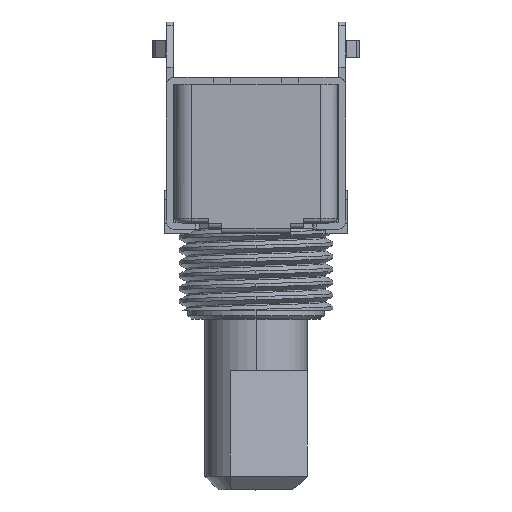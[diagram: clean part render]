
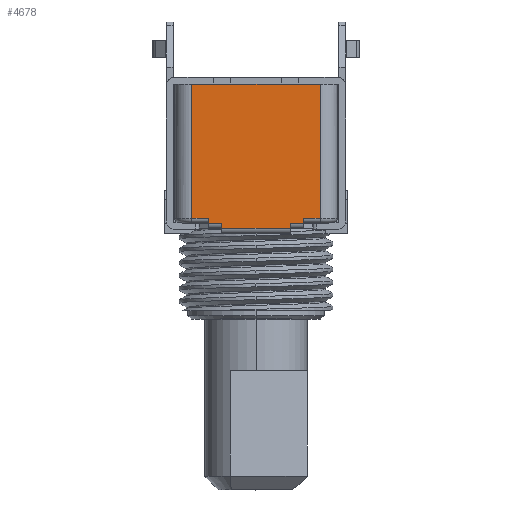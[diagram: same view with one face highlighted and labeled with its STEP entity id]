
A CAD part, top view. The second image highlights one B-rep face of the part: STEP entity #4678.
In plain terms, the highlighted planar face has unit normal (0, 0, 1).
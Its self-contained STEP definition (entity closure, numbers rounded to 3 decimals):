
#206 = VERTEX_POINT ( 'NONE', #8612 ) ;
#439 = CARTESIAN_POINT ( 'NONE',  ( 2.8, 5.55, 11.35 ) ) ;
#588 = CARTESIAN_POINT ( 'NONE',  ( -2., 0.6, 11.35 ) ) ;
#612 = CARTESIAN_POINT ( 'NONE',  ( 2.8, 0.9, 11.35 ) ) ;
#905 = VECTOR ( 'NONE', #8822, 1000. ) ;
#976 = ORIENTED_EDGE ( 'NONE', *, *, #9602, .F. ) ;
#982 = EDGE_CURVE ( 'NONE', #2005, #18372, #18226, .T. ) ;
#1022 = CARTESIAN_POINT ( 'NONE',  ( 4.75, 8.75, 11.35 ) ) ;
#1086 = CARTESIAN_POINT ( 'NONE',  ( 2.8, 0.6, 11.35 ) ) ;
#1091 = CARTESIAN_POINT ( 'NONE',  ( 3.75, 5.55, 11.35 ) ) ;
#1178 = VERTEX_POINT ( 'NONE', #2971 ) ;
#1296 = CARTESIAN_POINT ( 'NONE',  ( 4.75, 0.9, 11.35 ) ) ;
#1746 = DIRECTION ( 'NONE',  ( 0., -1., 0. ) ) ;
#1883 = VECTOR ( 'NONE', #14111, 1000. ) ;
#1889 = ORIENTED_EDGE ( 'NONE', *, *, #3139, .F. ) ;
#2005 = VERTEX_POINT ( 'NONE', #4498 ) ;
#2071 = VECTOR ( 'NONE', #13457, 1000. ) ;
#2198 = ORIENTED_EDGE ( 'NONE', *, *, #6940, .F. ) ;
#2279 = CARTESIAN_POINT ( 'NONE',  ( -2.8, 0.6, 11.35 ) ) ;
#2564 = VECTOR ( 'NONE', #15461, 1000. ) ;
#2685 = DIRECTION ( 'NONE',  ( -1., 0., 0. ) ) ;
#2703 = VERTEX_POINT ( 'NONE', #3803 ) ;
#2780 = LINE ( 'NONE', #5736, #6364 ) ;
#2786 = CARTESIAN_POINT ( 'NONE',  ( -3.75, 8.75, 11.35 ) ) ;
#2971 = CARTESIAN_POINT ( 'NONE',  ( -2.8, 0.9, 11.35 ) ) ;
#3068 = CARTESIAN_POINT ( 'NONE',  ( 2., 5.55, 11.35 ) ) ;
#3071 = LINE ( 'NONE', #439, #17425 ) ;
#3139 = EDGE_CURVE ( 'NONE', #2703, #13872, #9708, .T. ) ;
#3662 = DIRECTION ( 'NONE',  ( -1., 0., 0. ) ) ;
#3803 = CARTESIAN_POINT ( 'NONE',  ( -2., 0.3, 11.35 ) ) ;
#3845 = CARTESIAN_POINT ( 'NONE',  ( 4.75, 5.55, 11.35 ) ) ;
#4474 = ORIENTED_EDGE ( 'NONE', *, *, #5764, .F. ) ;
#4498 = CARTESIAN_POINT ( 'NONE',  ( 3.75, 8.75, 11.35 ) ) ;
#4678 = ADVANCED_FACE ( 'NONE', ( #13719 ), #16729, .F. ) ;
#4704 = VECTOR ( 'NONE', #5093, 1000. ) ;
#4769 = CARTESIAN_POINT ( 'NONE',  ( -3.75, 0.9, 11.35 ) ) ;
#4771 = VECTOR ( 'NONE', #11179, 1000. ) ;
#4838 = CARTESIAN_POINT ( 'NONE',  ( 4.75, 0.3, 11.35 ) ) ;
#4900 = EDGE_CURVE ( 'NONE', #8549, #16685, #2780, .T. ) ;
#5014 = ORIENTED_EDGE ( 'NONE', *, *, #18546, .F. ) ;
#5093 = DIRECTION ( 'NONE',  ( -1., 0., 0. ) ) ;
#5101 = DIRECTION ( 'NONE',  ( -1., 0., 0. ) ) ;
#5365 = EDGE_CURVE ( 'NONE', #2005, #8549, #16715, .T. ) ;
#5736 = CARTESIAN_POINT ( 'NONE',  ( 4.75, 0.9, 11.35 ) ) ;
#5764 = EDGE_CURVE ( 'NONE', #12529, #2703, #11780, .T. ) ;
#5842 = DIRECTION ( 'NONE',  ( -1., 0., 0. ) ) ;
#6090 = VECTOR ( 'NONE', #5101, 1000. ) ;
#6310 = CARTESIAN_POINT ( 'NONE',  ( 4.75, 0.6, 11.35 ) ) ;
#6364 = VECTOR ( 'NONE', #2685, 1000. ) ;
#6717 = EDGE_LOOP ( 'NONE', ( #14765, #7801, #976, #9077, #2198, #1889, #4474, #5014, #10563, #7477, #8392, #13054 ) ) ;
#6843 = LINE ( 'NONE', #16640, #4704 ) ;
#6940 = EDGE_CURVE ( 'NONE', #13872, #18107, #6843, .T. ) ;
#6970 = EDGE_CURVE ( 'NONE', #12580, #18372, #15551, .T. ) ;
#7477 = ORIENTED_EDGE ( 'NONE', *, *, #9246, .F. ) ;
#7801 = ORIENTED_EDGE ( 'NONE', *, *, #6970, .F. ) ;
#7999 = VECTOR ( 'NONE', #3662, 1000. ) ;
#8082 = DIRECTION ( 'NONE',  ( 0., 0., -1. ) ) ;
#8177 = DIRECTION ( 'NONE',  ( -1., 0., 0. ) ) ;
#8199 = CARTESIAN_POINT ( 'NONE',  ( -2., 5.55, 11.35 ) ) ;
#8392 = ORIENTED_EDGE ( 'NONE', *, *, #4900, .F. ) ;
#8549 = VERTEX_POINT ( 'NONE', #17334 ) ;
#8612 = CARTESIAN_POINT ( 'NONE',  ( 2., 0.6, 11.35 ) ) ;
#8822 = DIRECTION ( 'NONE',  ( 0., -1., 0. ) ) ;
#9077 = ORIENTED_EDGE ( 'NONE', *, *, #17496, .F. ) ;
#9246 = EDGE_CURVE ( 'NONE', #16685, #14774, #3071, .T. ) ;
#9602 = EDGE_CURVE ( 'NONE', #1178, #12580, #12678, .T. ) ;
#9708 = LINE ( 'NONE', #8199, #1883 ) ;
#10318 = CARTESIAN_POINT ( 'NONE',  ( 2., 0.3, 11.35 ) ) ;
#10563 = ORIENTED_EDGE ( 'NONE', *, *, #12258, .F. ) ;
#11179 = DIRECTION ( 'NONE',  ( 0., 1., 0. ) ) ;
#11445 = VECTOR ( 'NONE', #5842, 1000. ) ;
#11780 = LINE ( 'NONE', #4838, #2071 ) ;
#12258 = EDGE_CURVE ( 'NONE', #14774, #206, #13706, .T. ) ;
#12529 = VERTEX_POINT ( 'NONE', #10318 ) ;
#12570 = LINE ( 'NONE', #13974, #4771 ) ;
#12580 = VERTEX_POINT ( 'NONE', #4769 ) ;
#12678 = LINE ( 'NONE', #1296, #11445 ) ;
#13054 = ORIENTED_EDGE ( 'NONE', *, *, #5365, .F. ) ;
#13457 = DIRECTION ( 'NONE',  ( -1., 0., 0. ) ) ;
#13706 = LINE ( 'NONE', #6310, #7999 ) ;
#13719 = FACE_OUTER_BOUND ( 'NONE', #6717, .T. ) ;
#13872 = VERTEX_POINT ( 'NONE', #588 ) ;
#13955 = CARTESIAN_POINT ( 'NONE',  ( -3.75, 5.55, 11.35 ) ) ;
#13974 = CARTESIAN_POINT ( 'NONE',  ( -2.8, 5.55, 11.35 ) ) ;
#14111 = DIRECTION ( 'NONE',  ( 0., 1., 0. ) ) ;
#14765 = ORIENTED_EDGE ( 'NONE', *, *, #982, .T. ) ;
#14774 = VERTEX_POINT ( 'NONE', #1086 ) ;
#15461 = DIRECTION ( 'NONE',  ( 0., 1., 0. ) ) ;
#15551 = LINE ( 'NONE', #13955, #2564 ) ;
#15632 = AXIS2_PLACEMENT_3D ( 'NONE', #3845, #8082, #8177 ) ;
#15962 = LINE ( 'NONE', #3068, #905 ) ;
#16640 = CARTESIAN_POINT ( 'NONE',  ( 4.75, 0.6, 11.35 ) ) ;
#16685 = VERTEX_POINT ( 'NONE', #612 ) ;
#16715 = LINE ( 'NONE', #1091, #18081 ) ;
#16729 = PLANE ( 'NONE',  #15632 ) ;
#17334 = CARTESIAN_POINT ( 'NONE',  ( 3.75, 0.9, 11.35 ) ) ;
#17425 = VECTOR ( 'NONE', #1746, 1000. ) ;
#17496 = EDGE_CURVE ( 'NONE', #18107, #1178, #12570, .T. ) ;
#18081 = VECTOR ( 'NONE', #18214, 1000. ) ;
#18107 = VERTEX_POINT ( 'NONE', #2279 ) ;
#18214 = DIRECTION ( 'NONE',  ( 0., -1., 0. ) ) ;
#18226 = LINE ( 'NONE', #1022, #6090 ) ;
#18372 = VERTEX_POINT ( 'NONE', #2786 ) ;
#18546 = EDGE_CURVE ( 'NONE', #206, #12529, #15962, .T. ) ;
